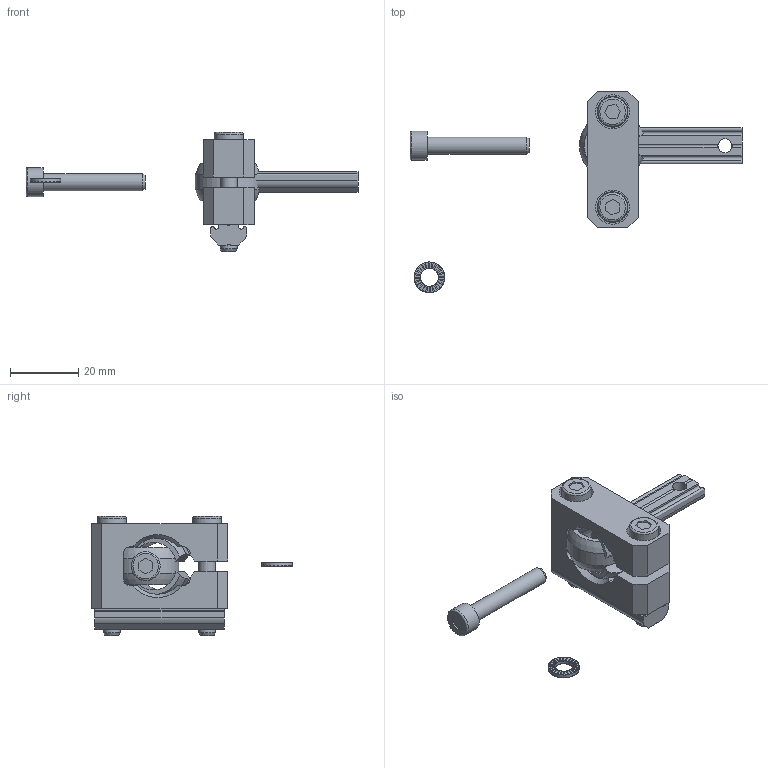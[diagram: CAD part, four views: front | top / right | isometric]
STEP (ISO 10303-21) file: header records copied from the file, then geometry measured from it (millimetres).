
FILE_DESCRIPTION( ( 'STEP AP214' ), '1' );
FILE_NAME( 'CA.KVB.KG.X14.stp', '2014-07-17T13:32:04', ( ' ' ), ( ' ' ), 'XStep 1.0', ' ', ' ' );
FILE_SCHEMA( ( 'CONFIG_CONTROL_DESIGN) ( )' ) );
Length unit declared in the file: metre
Products named in the file (7): Assem1; KVB.KG.X14; WSL.KG.X.14.3; R.5.SCH; CA.GWP.5.28; V-tcei M  5 x 30
Bounding box: 97.5 x 59.09 x 35 mm (x, y, z)
Volume: 26274.9 mm3; surface area: 18670.4 mm2
Topology: 10 solids, 13 shells, 802 faces, 2317 edges, 1536 vertices
Faces by surface type: plane 704, cylinder 74, cone 10, torus 8, sphere 6
Full cylindrical faces by diameter (mm): 4.134 x4, 5 x4, 5.2 x6, 5.3 x3, 8.5 x4, 9 x3, 10 x4
Entity records: 10283 total; most frequent: CARTESIAN_POINT 1860, DIRECTION 1727, ORIENTED_EDGE 1686, EDGE_CURVE 843, AXIS2_PLACEMENT_3D 592, VERTEX_POINT 571, LINE 543, VECTOR 543
